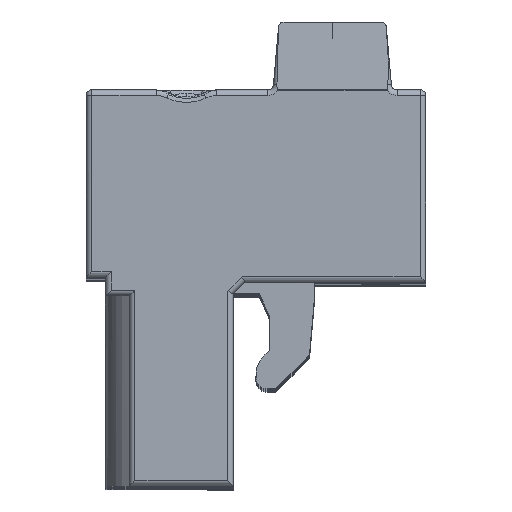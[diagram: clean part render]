
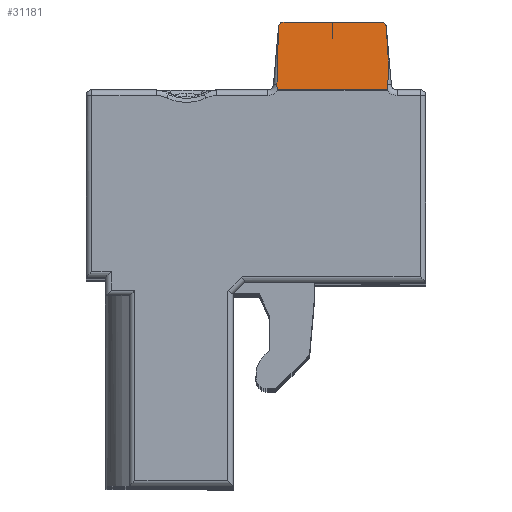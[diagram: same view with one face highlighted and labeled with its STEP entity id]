
A CAD part, top view. The second image highlights one B-rep face of the part: STEP entity #31181.
In plain terms, the highlighted planar face has unit normal (0, 0.087, 0.996).
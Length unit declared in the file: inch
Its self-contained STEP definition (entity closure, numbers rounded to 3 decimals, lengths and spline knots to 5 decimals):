
#432 = CARTESIAN_POINT ( 'NONE',  ( -0.25854, 0.05825, 0.42088 ) ) ;
#651 = DIRECTION ( 'NONE',  ( 0., 0.087, 0.996 ) ) ;
#955 = CARTESIAN_POINT ( 'NONE',  ( -0.25528, 0.17019, 0.41109 ) ) ;
#1009 = CARTESIAN_POINT ( 'NONE',  ( -0.06609, 0.06145, 0.4206 ) ) ;
#1130 = CARTESIAN_POINT ( 'NONE',  ( -0.2503, 0.1758, 0.41059 ) ) ;
#1656 = CARTESIAN_POINT ( 'NONE',  ( -0.05906, 0.05812, 0.42089 ) ) ;
#2380 = DIRECTION ( 'NONE',  ( 0., 0.087, 0.996 ) ) ;
#2976 = VERTEX_POINT ( 'NONE', #49872 ) ;
#3306 = VECTOR ( 'NONE', #30509, 39.37008 ) ;
#3475 = CARTESIAN_POINT ( 'NONE',  ( -0.06592, 0.06614, 0.42019 ) ) ;
#4004 = VERTEX_POINT ( 'NONE', #20572 ) ;
#4604 = CARTESIAN_POINT ( 'NONE',  ( -0.06861, 0.16681, 0.41138 ) ) ;
#4733 = EDGE_CURVE ( 'NONE', #11694, #4004, #52378, .T. ) ;
#5309 = CARTESIAN_POINT ( 'NONE',  ( -0.05906, 0.05769, 0.42093 ) ) ;
#5448 = CARTESIAN_POINT ( 'NONE',  ( -0.2464, 0.1758, 0.41059 ) ) ;
#5659 = DIRECTION ( 'NONE',  ( 0., -0.996, 0.087 ) ) ;
#6999 = EDGE_CURVE ( 'NONE', #2976, #17552, #31034, .T. ) ;
#7199 = CARTESIAN_POINT ( 'NONE',  ( -0.06473, 0.12112, 0.41538 ) ) ;
#8468 = DIRECTION ( 'NONE',  ( 0., 0.087, 0.996 ) ) ;
#8823 = CARTESIAN_POINT ( 'NONE',  ( -0.25877, 0.06041, 0.42069 ) ) ;
#8946 = EDGE_LOOP ( 'NONE', ( #46032, #54055, #52679, #43082, #50275, #51542, #16935, #27805, #28310, #40973 ) ) ;
#9106 = VERTEX_POINT ( 'NONE', #14167 ) ;
#9171 = CARTESIAN_POINT ( 'NONE',  ( -0.25872, 0.06481, 0.4203 ) ) ;
#9180 = CARTESIAN_POINT ( 'NONE',  ( -0.25889, 0.06614, 0.42019 ) ) ;
#9752 = CARTESIAN_POINT ( 'NONE',  ( -0.06606, 0.06077, 0.42066 ) ) ;
#11031 = CARTESIAN_POINT ( 'NONE',  ( -0.25846, 0.05812, 0.42089 ) ) ;
#11694 = VERTEX_POINT ( 'NONE', #29403 ) ;
#12356 =( BOUNDED_CURVE ( )  B_SPLINE_CURVE ( 3, ( #5448, #1130, #30140, #955 ),
 .UNSPECIFIED., .F., .F. ) 
 B_SPLINE_CURVE_WITH_KNOTS ( ( 4, 4 ),
 ( 3.14159, 4.26784 ),
 .UNSPECIFIED. ) 
 CURVE ( )  GEOMETRIC_REPRESENTATION_ITEM ( )  RATIONAL_B_SPLINE_CURVE ( ( 1., 0.897, 0.897, 1. ) ) 
 REPRESENTATION_ITEM ( '' )  );
#13044 = CARTESIAN_POINT ( 'NONE',  ( -0.25862, 0.05854, 0.42085 ) ) ;
#13248 = CARTESIAN_POINT ( 'NONE',  ( -0.26108, 0.08353, 0.41867 ) ) ;
#13775 = CARTESIAN_POINT ( 'NONE',  ( -0.25874, 0.05955, 0.42077 ) ) ;
#14167 = CARTESIAN_POINT ( 'NONE',  ( -0.2464, 0.1758, 0.41059 ) ) ;
#15101 = EDGE_CURVE ( 'NONE', #4004, #46316, #17668, .T. ) ;
#16025 = DIRECTION ( 'NONE',  ( 0., -0.996, 0.087 ) ) ;
#16935 = ORIENTED_EDGE ( 'NONE', *, *, #20615, .T. ) ;
#17403 = AXIS2_PLACEMENT_3D ( 'NONE', #20659, #8468, #16025 ) ;
#17471 = CARTESIAN_POINT ( 'NONE',  ( -0.25846, 0.05812, 0.42089 ) ) ;
#17552 = VERTEX_POINT ( 'NONE', #50435 ) ;
#17668 =( BOUNDED_CURVE ( )  B_SPLINE_CURVE ( 3, ( #42990, #34630, #13248, #9180 ),
 .UNSPECIFIED., .F., .F. ) 
 B_SPLINE_CURVE_WITH_KNOTS ( ( 4, 4 ),
 ( 1.60843, 2.75909 ),
 .UNSPECIFIED. ) 
 CURVE ( )  GEOMETRIC_REPRESENTATION_ITEM ( )  RATIONAL_B_SPLINE_CURVE ( ( 1., 0.893, 0.893, 1. ) ) 
 REPRESENTATION_ITEM ( '' )  );
#18018 = CARTESIAN_POINT ( 'NONE',  ( -0.25873, 0.05921, 0.42079 ) ) ;
#20572 = CARTESIAN_POINT ( 'NONE',  ( -0.2562, 0.16681, 0.41138 ) ) ;
#20615 = EDGE_CURVE ( 'NONE', #17552, #44266, #49309, .T. ) ;
#20659 = CARTESIAN_POINT ( 'NONE',  ( -0.2464, 0.16599, 0.41145 ) ) ;
#20814 = PLANE ( 'NONE',  #38194 ) ;
#20894 = EDGE_CURVE ( 'NONE', #31500, #39762, #37795, .T. ) ;
#21517 = CARTESIAN_POINT ( 'NONE',  ( -0.25859, 0.05839, 0.42087 ) ) ;
#21748 = CARTESIAN_POINT ( 'NONE',  ( -0.06605, 0.05943, 0.42078 ) ) ;
#23843 = EDGE_CURVE ( 'NONE', #50554, #2976, #44927, .T. ) ;
#23953 = CARTESIAN_POINT ( 'NONE',  ( -0.0745, 0.1758, 0.41059 ) ) ;
#25642 = CARTESIAN_POINT ( 'NONE',  ( -0.06861, 0.16681, 0.41138 ) ) ;
#26322 = CARTESIAN_POINT ( 'NONE',  ( -0.066, 0.05872, 0.42084 ) ) ;
#26531 = EDGE_CURVE ( 'NONE', #9106, #11694, #12356, .T. ) ;
#27805 = ORIENTED_EDGE ( 'NONE', *, *, #42034, .T. ) ;
#28143 = CARTESIAN_POINT ( 'NONE',  ( -0.0712, 0.17372, 0.41078 ) ) ;
#28310 = ORIENTED_EDGE ( 'NONE', *, *, #20894, .T. ) ;
#29180 = CIRCLE ( 'NONE', #35127, 0.00984 ) ;
#29403 = CARTESIAN_POINT ( 'NONE',  ( -0.25528, 0.17019, 0.41109 ) ) ;
#29801 = CARTESIAN_POINT ( 'NONE',  ( -0.25889, 0.06614, 0.42019 ) ) ;
#30140 = CARTESIAN_POINT ( 'NONE',  ( -0.2536, 0.17372, 0.41078 ) ) ;
#30494 = EDGE_CURVE ( 'NONE', #9106, #39762, #33094, .T. ) ;
#30509 = DIRECTION ( 'NONE',  ( 1., 0., 0. ) ) ;
#30571 = CARTESIAN_POINT ( 'NONE',  ( -0.06612, 0.06346, 0.42042 ) ) ;
#31034 = B_SPLINE_CURVE_WITH_KNOTS ( 'NONE', 3,
 ( #37622, #26322, #21748, #9752, #1009, #30571, #42813, #43199 ),
 .UNSPECIFIED., .F., .F.,
 ( 4, 2, 2, 4 ),
 ( 0., 0.00005, 0.0001, 0.00021 ),
 .UNSPECIFIED. ) ;
#31181 = ADVANCED_FACE ( 'NONE', ( #48779 ), #20814, .T. ) ;
#31395 = DIRECTION ( 'NONE',  ( 0., -0.996, 0.087 ) ) ;
#31500 = VERTEX_POINT ( 'NONE', #48644 ) ;
#31760 = CARTESIAN_POINT ( 'NONE',  ( -0.07841, 0.16599, 0.41145 ) ) ;
#32029 = CARTESIAN_POINT ( 'NONE',  ( -0.07841, 0.1758, 0.41059 ) ) ;
#33094 = LINE ( 'NONE', #37495, #38423 ) ;
#33423 = DIRECTION ( 'NONE',  ( 1., 0., 0. ) ) ;
#33892 = CARTESIAN_POINT ( 'NONE',  ( -0.07841, 0.1758, 0.41059 ) ) ;
#34618 = CARTESIAN_POINT ( 'NONE',  ( -0.2587, 0.06213, 0.42054 ) ) ;
#34630 = CARTESIAN_POINT ( 'NONE',  ( -0.26007, 0.12112, 0.41538 ) ) ;
#34796 = CARTESIAN_POINT ( 'NONE',  ( -0.25868, 0.06347, 0.42042 ) ) ;
#35127 = AXIS2_PLACEMENT_3D ( 'NONE', #31760, #2380, #31395 ) ;
#36221 = EDGE_CURVE ( 'NONE', #46316, #50554, #52444, .T. ) ;
#36908 = CARTESIAN_POINT ( 'NONE',  ( -0.06373, 0.08353, 0.41867 ) ) ;
#37495 = CARTESIAN_POINT ( 'NONE',  ( -0.05906, 0.1758, 0.41059 ) ) ;
#37622 = CARTESIAN_POINT ( 'NONE',  ( -0.06634, 0.05812, 0.42089 ) ) ;
#37795 =( BOUNDED_CURVE ( )  B_SPLINE_CURVE ( 3, ( #45017, #28143, #23953, #32029 ),
 .UNSPECIFIED., .F., .F. ) 
 B_SPLINE_CURVE_WITH_KNOTS ( ( 4, 4 ),
 ( 5.15694, 6.28319 ),
 .UNSPECIFIED. ) 
 CURVE ( )  GEOMETRIC_REPRESENTATION_ITEM ( )  RATIONAL_B_SPLINE_CURVE ( ( 1., 0.897, 0.897, 1. ) ) 
 REPRESENTATION_ITEM ( '' )  );
#38194 = AXIS2_PLACEMENT_3D ( 'NONE', #5309, #651, #5659 ) ;
#38337 = CARTESIAN_POINT ( 'NONE',  ( -0.25871, 0.05887, 0.42082 ) ) ;
#38423 = VECTOR ( 'NONE', #33423, 39.37008 ) ;
#39762 = VERTEX_POINT ( 'NONE', #33892 ) ;
#40908 = CARTESIAN_POINT ( 'NONE',  ( -0.25889, 0.06614, 0.42019 ) ) ;
#40973 = ORIENTED_EDGE ( 'NONE', *, *, #30494, .F. ) ;
#42034 = EDGE_CURVE ( 'NONE', #44266, #31500, #29180, .T. ) ;
#42813 = CARTESIAN_POINT ( 'NONE',  ( -0.06609, 0.06481, 0.42031 ) ) ;
#42990 = CARTESIAN_POINT ( 'NONE',  ( -0.2562, 0.16681, 0.41138 ) ) ;
#43082 = ORIENTED_EDGE ( 'NONE', *, *, #36221, .T. ) ;
#43199 = CARTESIAN_POINT ( 'NONE',  ( -0.06592, 0.06614, 0.42019 ) ) ;
#44266 = VERTEX_POINT ( 'NONE', #4604 ) ;
#44927 = LINE ( 'NONE', #1656, #3306 ) ;
#45017 = CARTESIAN_POINT ( 'NONE',  ( -0.06952, 0.17019, 0.41109 ) ) ;
#46032 = ORIENTED_EDGE ( 'NONE', *, *, #26531, .T. ) ;
#46316 = VERTEX_POINT ( 'NONE', #40908 ) ;
#46832 = CARTESIAN_POINT ( 'NONE',  ( -0.25872, 0.06127, 0.42061 ) ) ;
#48644 = CARTESIAN_POINT ( 'NONE',  ( -0.06952, 0.17019, 0.41109 ) ) ;
#48779 = FACE_OUTER_BOUND ( 'NONE', #8946, .T. ) ;
#49309 =( BOUNDED_CURVE ( )  B_SPLINE_CURVE ( 3, ( #3475, #36908, #7199, #25642 ),
 .UNSPECIFIED., .F., .F. ) 
 B_SPLINE_CURVE_WITH_KNOTS ( ( 4, 4 ),
 ( 0.3825, 1.53316 ),
 .UNSPECIFIED. ) 
 CURVE ( )  GEOMETRIC_REPRESENTATION_ITEM ( )  RATIONAL_B_SPLINE_CURVE ( ( 1., 0.893, 0.893, 1. ) ) 
 REPRESENTATION_ITEM ( '' )  );
#49872 = CARTESIAN_POINT ( 'NONE',  ( -0.06634, 0.05812, 0.42089 ) ) ;
#50275 = ORIENTED_EDGE ( 'NONE', *, *, #23843, .T. ) ;
#50435 = CARTESIAN_POINT ( 'NONE',  ( -0.06592, 0.06614, 0.42019 ) ) ;
#50554 = VERTEX_POINT ( 'NONE', #11031 ) ;
#51542 = ORIENTED_EDGE ( 'NONE', *, *, #6999, .T. ) ;
#52378 = CIRCLE ( 'NONE', #17403, 0.00984 ) ;
#52444 = B_SPLINE_CURVE_WITH_KNOTS ( 'NONE', 3,
 ( #29801, #9171, #34796, #34618, #46832, #8823, #13775, #18018, #38337, #13044, #21517, #432, #17471 ),
 .UNSPECIFIED., .F., .F.,
 ( 4, 3, 3, 3, 4 ),
 ( 0., 0.0001, 0.00017, 0.00019, 0.00021 ),
 .UNSPECIFIED. ) ;
#52679 = ORIENTED_EDGE ( 'NONE', *, *, #15101, .T. ) ;
#54055 = ORIENTED_EDGE ( 'NONE', *, *, #4733, .T. ) ;
